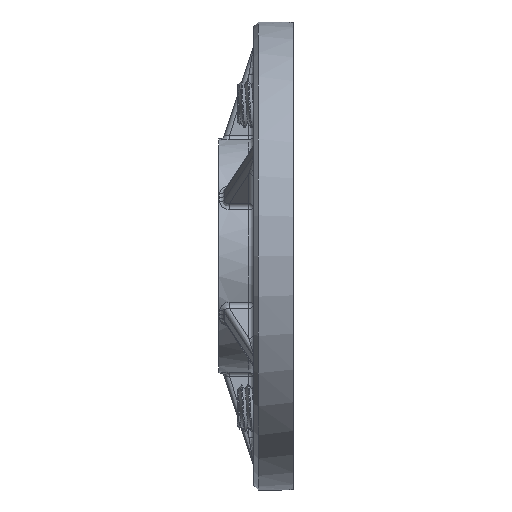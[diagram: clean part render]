
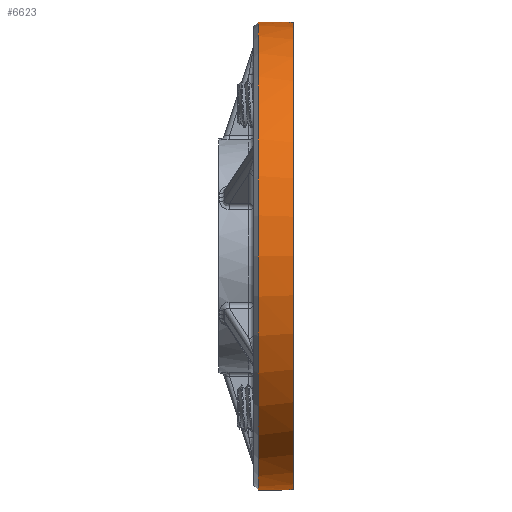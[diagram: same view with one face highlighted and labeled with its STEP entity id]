
A CAD part, left-side view. The second image highlights one B-rep face of the part: STEP entity #6623.
In plain terms, the highlighted cylindrical face has radius 50 mm (diameter 100 mm), a partial arc.
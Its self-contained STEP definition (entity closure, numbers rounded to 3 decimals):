
#75 = CARTESIAN_POINT ( 'NONE',  ( -0.806, 2.372, -49.994 ) ) ;
#114 = DIRECTION ( 'NONE',  ( 0., -1., 0. ) ) ;
#173 = ORIENTED_EDGE ( 'NONE', *, *, #7746, .F. ) ;
#367 = DIRECTION ( 'NONE',  ( 0., -1., 0. ) ) ;
#1249 = CYLINDRICAL_SURFACE ( 'NONE', #5612, 50. ) ;
#1579 = CARTESIAN_POINT ( 'NONE',  ( -2.5, 0., 49.937 ) ) ;
#1707 = CARTESIAN_POINT ( 'NONE',  ( -1.252, 2.17, 49.984 ) ) ;
#2024 = CARTESIAN_POINT ( 'NONE',  ( 0., 2.5, 50. ) ) ;
#2360 = DIRECTION ( 'NONE',  ( 0., -1., 0. ) ) ;
#2512 = CARTESIAN_POINT ( 'NONE',  ( -2.247, 1.109, -49.95 ) ) ;
#2578 = CARTESIAN_POINT ( 'NONE',  ( -1.883, 1.653, -49.965 ) ) ;
#2742 = CARTESIAN_POINT ( 'NONE',  ( -2.5, 0., 49.937 ) ) ;
#2820 = CARTESIAN_POINT ( 'NONE',  ( -1.526, 1.987, -49.977 ) ) ;
#2910 = AXIS2_PLACEMENT_3D ( 'NONE', #11365, #114, #8755 ) ;
#2946 = CARTESIAN_POINT ( 'NONE',  ( 0., 2.5, -50. ) ) ;
#3750 = EDGE_CURVE ( 'NONE', #11485, #13827, #16347, .T. ) ;
#4092 = CARTESIAN_POINT ( 'NONE',  ( 0., 7.5, -50. ) ) ;
#4157 = CARTESIAN_POINT ( 'NONE',  ( -1.252, 2.17, -49.984 ) ) ;
#4263 = VERTEX_POINT ( 'NONE', #10598 ) ;
#5007 = ORIENTED_EDGE ( 'NONE', *, *, #3750, .T. ) ;
#5424 = CARTESIAN_POINT ( 'NONE',  ( -2.42, 0.647, -49.941 ) ) ;
#5565 = CARTESIAN_POINT ( 'NONE',  ( 0., 2.5, -50. ) ) ;
#5612 = AXIS2_PLACEMENT_3D ( 'NONE', #17941, #10767, #8062 ) ;
#5648 = CARTESIAN_POINT ( 'NONE',  ( -2.42, 0.647, 49.941 ) ) ;
#5894 = CARTESIAN_POINT ( 'NONE',  ( 0., 0., 50. ) ) ;
#5959 = VERTEX_POINT ( 'NONE', #5565 ) ;
#6069 = CIRCLE ( 'NONE', #2910, 50. ) ;
#6103 = CARTESIAN_POINT ( 'NONE',  ( -0.806, 2.372, 49.994 ) ) ;
#6193 = ORIENTED_EDGE ( 'NONE', *, *, #16819, .T. ) ;
#6346 = LINE ( 'NONE', #5894, #17384 ) ;
#6623 = ADVANCED_FACE ( 'NONE', ( #10702 ), #1249, .T. ) ;
#6811 = VERTEX_POINT ( 'NONE', #4092 ) ;
#7110 = CARTESIAN_POINT ( 'NONE',  ( -1.988, 1.524, 49.961 ) ) ;
#7746 = EDGE_CURVE ( 'NONE', #13348, #5959, #12005, .T. ) ;
#8062 = DIRECTION ( 'NONE',  ( 0., 0., -1. ) ) ;
#8167 = CARTESIAN_POINT ( 'NONE',  ( 0., 0., 0. ) ) ;
#8524 = CARTESIAN_POINT ( 'NONE',  ( -0.325, 2.484, -49.999 ) ) ;
#8572 = CARTESIAN_POINT ( 'NONE',  ( -2.5, 0.165, 49.937 ) ) ;
#8699 = EDGE_LOOP ( 'NONE', ( #11865, #13017, #6193, #173, #17977, #5007 ) ) ;
#8755 = DIRECTION ( 'NONE',  ( 0., 0., 1. ) ) ;
#8895 = CARTESIAN_POINT ( 'NONE',  ( -1.107, 2.248, 49.988 ) ) ;
#10005 = CARTESIAN_POINT ( 'NONE',  ( -1.883, 1.653, 49.965 ) ) ;
#10598 = CARTESIAN_POINT ( 'NONE',  ( 0., 7.5, 50. ) ) ;
#10702 = FACE_OUTER_BOUND ( 'NONE', #8699, .T. ) ;
#10767 = DIRECTION ( 'NONE',  ( 0., -1., 0. ) ) ;
#10994 = LINE ( 'NONE', #18497, #11206 ) ;
#11156 = CARTESIAN_POINT ( 'NONE',  ( -2.372, 0.806, -49.944 ) ) ;
#11206 = VECTOR ( 'NONE', #17062, 1000. ) ;
#11365 = CARTESIAN_POINT ( 'NONE',  ( 0., 7.5, 0. ) ) ;
#11485 = VERTEX_POINT ( 'NONE', #1579 ) ;
#11591 = CARTESIAN_POINT ( 'NONE',  ( -1.652, 1.884, -49.973 ) ) ;
#11648 = CARTESIAN_POINT ( 'NONE',  ( -0.325, 2.484, 49.999 ) ) ;
#11755 = CARTESIAN_POINT ( 'NONE',  ( -2.5, 0., -49.937 ) ) ;
#11837 = CARTESIAN_POINT ( 'NONE',  ( -0.163, 2.5, 50. ) ) ;
#11865 = ORIENTED_EDGE ( 'NONE', *, *, #13355, .F. ) ;
#12005 = B_SPLINE_CURVE_WITH_KNOTS ( 'NONE', 3,
 ( #16885, #12594, #15601, #5424, #11156, #2512, #15477, #14027, #2578, #11591, #2820, #4157, #12768, #75, #18641, #8524, #12826, #2946 ),
 .UNSPECIFIED., .F., .F.,
 ( 4, 2, 2, 2, 2, 2, 2, 2, 4 ),
 ( 0., 0., 0.001, 0.001, 0.002, 0.002, 0.003, 0.003, 0.004 ),
 .UNSPECIFIED. ) ;
#12594 = CARTESIAN_POINT ( 'NONE',  ( -2.5, 0.165, -49.937 ) ) ;
#12755 = CARTESIAN_POINT ( 'NONE',  ( -2.17, 1.253, 49.953 ) ) ;
#12768 = CARTESIAN_POINT ( 'NONE',  ( -1.107, 2.248, -49.988 ) ) ;
#12815 = CARTESIAN_POINT ( 'NONE',  ( -2.484, 0.328, 49.938 ) ) ;
#12826 = CARTESIAN_POINT ( 'NONE',  ( -0.163, 2.5, -50. ) ) ;
#13017 = ORIENTED_EDGE ( 'NONE', *, *, #15701, .T. ) ;
#13130 = CARTESIAN_POINT ( 'NONE',  ( 0., 2.5, 50. ) ) ;
#13205 = CIRCLE ( 'NONE', #17187, 50. ) ;
#13348 = VERTEX_POINT ( 'NONE', #11755 ) ;
#13355 = EDGE_CURVE ( 'NONE', #4263, #13827, #6346, .T. ) ;
#13629 = DIRECTION ( 'NONE',  ( 0., 0., -1. ) ) ;
#13827 = VERTEX_POINT ( 'NONE', #2024 ) ;
#14027 = CARTESIAN_POINT ( 'NONE',  ( -1.988, 1.524, -49.961 ) ) ;
#14647 = CARTESIAN_POINT ( 'NONE',  ( -1.526, 1.987, 49.977 ) ) ;
#14709 = CARTESIAN_POINT ( 'NONE',  ( -1.652, 1.884, 49.973 ) ) ;
#15477 = CARTESIAN_POINT ( 'NONE',  ( -2.17, 1.253, -49.953 ) ) ;
#15601 = CARTESIAN_POINT ( 'NONE',  ( -2.484, 0.328, -49.938 ) ) ;
#15701 = EDGE_CURVE ( 'NONE', #4263, #6811, #6069, .T. ) ;
#15715 = CARTESIAN_POINT ( 'NONE',  ( -2.247, 1.109, 49.95 ) ) ;
#16174 = CARTESIAN_POINT ( 'NONE',  ( -0.648, 2.42, 49.996 ) ) ;
#16347 = B_SPLINE_CURVE_WITH_KNOTS ( 'NONE', 3,
 ( #2742, #8572, #12815, #5648, #17368, #15715, #12755, #7110, #10005, #14709, #14647, #1707, #8895, #6103, #16174, #11648, #11837, #13130 ),
 .UNSPECIFIED., .F., .F.,
 ( 4, 2, 2, 2, 2, 2, 2, 2, 4 ),
 ( 0., 0., 0.001, 0.001, 0.002, 0.002, 0.003, 0.003, 0.004 ),
 .UNSPECIFIED. ) ;
#16819 = EDGE_CURVE ( 'NONE', #6811, #5959, #10994, .T. ) ;
#16885 = CARTESIAN_POINT ( 'NONE',  ( -2.5, 0., -49.937 ) ) ;
#17062 = DIRECTION ( 'NONE',  ( 0., -1., 0. ) ) ;
#17187 = AXIS2_PLACEMENT_3D ( 'NONE', #8167, #2360, #13629 ) ;
#17368 = CARTESIAN_POINT ( 'NONE',  ( -2.372, 0.806, 49.944 ) ) ;
#17384 = VECTOR ( 'NONE', #367, 1000. ) ;
#17941 = CARTESIAN_POINT ( 'NONE',  ( 0., 0., 0. ) ) ;
#17977 = ORIENTED_EDGE ( 'NONE', *, *, #18365, .F. ) ;
#18365 = EDGE_CURVE ( 'NONE', #11485, #13348, #13205, .T. ) ;
#18497 = CARTESIAN_POINT ( 'NONE',  ( 0., 0., -50. ) ) ;
#18641 = CARTESIAN_POINT ( 'NONE',  ( -0.648, 2.42, -49.996 ) ) ;
